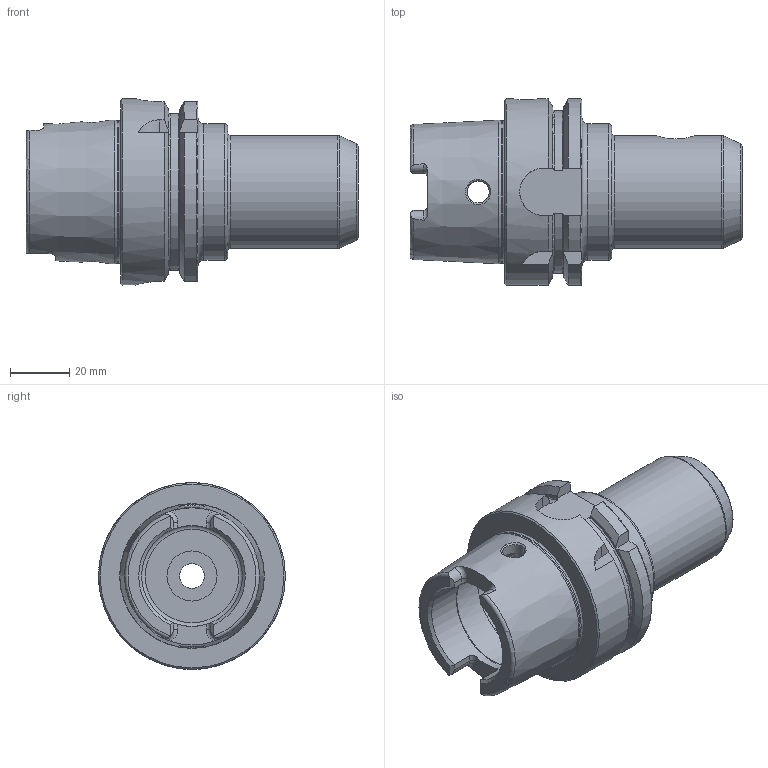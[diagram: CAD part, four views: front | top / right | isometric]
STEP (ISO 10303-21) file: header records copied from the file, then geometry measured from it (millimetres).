
FILE_DESCRIPTION(/* description */ (''),/* implementation_level */ '2;1');
FILE_NAME(/* name */ 'AQ028C.stp',/* time_stamp */ '2023-03-29T09:22:35+09:00',/* author */ ('eos'),/* organization */ (''),/* preprocessor_version */ 'ST-DEVELOPER v18.1',/* originating_system */ 'Autodesk Inventor 2022',/* authorisation */ '');
FILE_SCHEMA (('AUTOMOTIVE_DESIGN { 1 0 10303 214 3 1 1 }'));
Length unit declared in the file: millimetre
Products named in the file (1): HSK63A-발란스
Bounding box: 112 x 63 x 63 mm (x, y, z)
Volume: 134718.1 mm3; surface area: 32111.2 mm2
Topology: 1 solids, 1 shells, 129 faces, 340 edges, 221 vertices
Faces by surface type: plane 45, cylinder 37, torus 27, cone 17, bspline 3
Full cylindrical faces by diameter (mm): 2.459 x2, 7.5 x2, 8.4 x1, 10 x1, 11.328 x1, 15.875 x1, 16.917 x1, 17.075 x1, 19 x1, 34 x2, 38.1 x1, 40 x1, 46 x1, 48.041 x1, 63 x1
Entity records: 4933 total; most frequent: CARTESIAN_POINT 1736, ORIENTED_EDGE 676, DIRECTION 658, EDGE_CURVE 338, AXIS2_PLACEMENT_3D 273, VERTEX_POINT 221, EDGE_LOOP 147, CIRCLE 140
